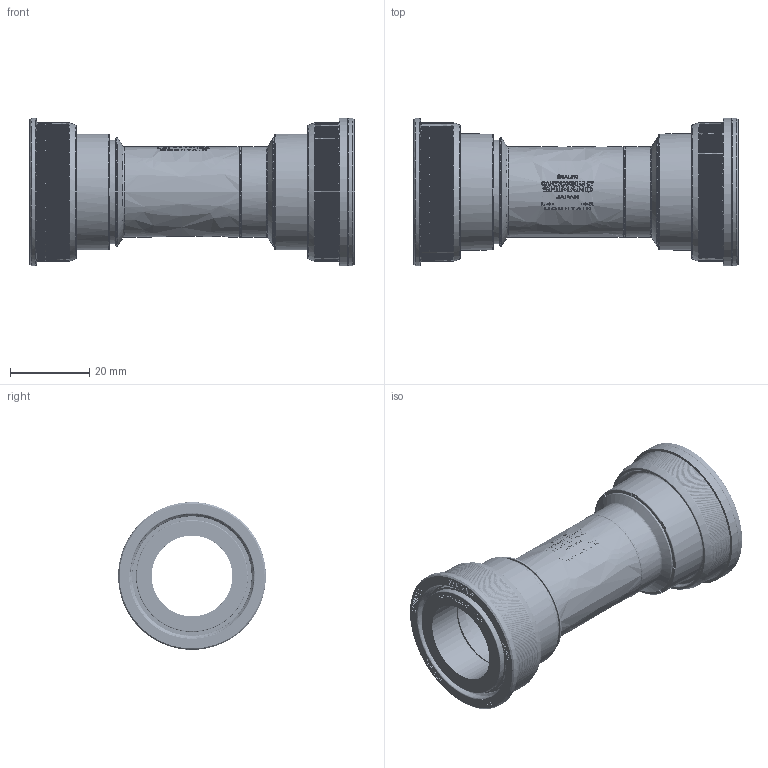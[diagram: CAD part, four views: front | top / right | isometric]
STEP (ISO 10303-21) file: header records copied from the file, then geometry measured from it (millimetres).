
FILE_DESCRIPTION(('FreeCAD Model'),'2;1');
FILE_NAME('Open CASCADE Shape Model','2025-05-09T15:42:07',('FreeCAD'),( 'FreeCAD'),'Open CASCADE STEP processor 7.6','FreeCAD','Unknown');
FILE_SCHEMA(('AUTOMOTIVE_DESIGN { 1 0 10303 214 1 1 1 1 }'));
Products named in the file (1): Open CASCADE STEP translator 7.6 1
Bounding box: 82.33 x 37.32 x 37.31 mm (x, y, z)
Volume: 17916.6 mm3; surface area: 35108.4 mm2
Topology: 56 solids, 56 shells, 3665 faces, 9887 edges, 6519 vertices
Faces by surface type: bspline 3665
Entity records: 129858 total; most frequent: CARTESIAN_POINT 71817, ORIENTED_EDGE 19570, EDGE_CURVE 9785, B_SPLINE_CURVE_WITH_KNOTS 7826, VERTEX_POINT 6485, FACE_BOUND 3962, EDGE_LOOP 3928, ADVANCED_FACE 3665
